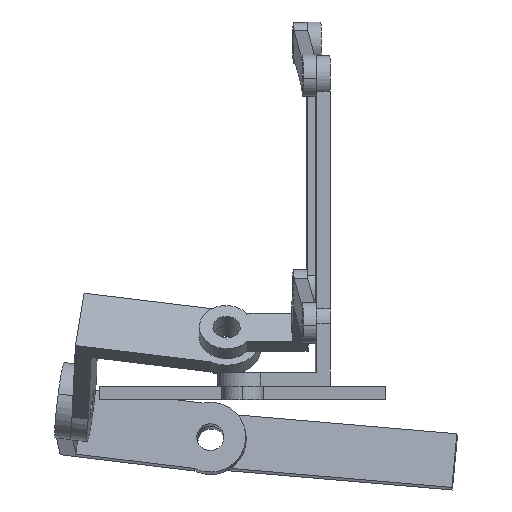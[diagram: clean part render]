
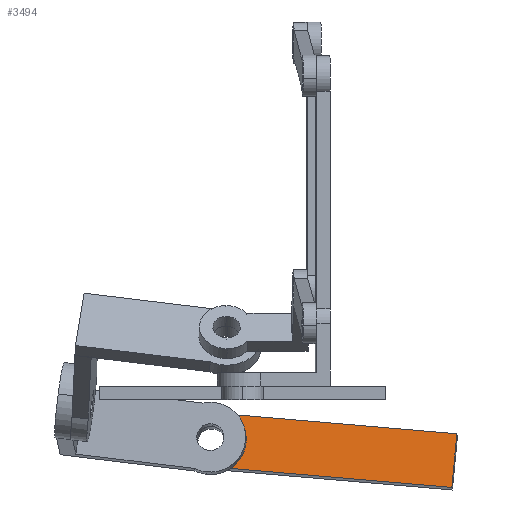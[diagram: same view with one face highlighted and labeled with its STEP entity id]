
A CAD part, left-side view. The second image highlights one B-rep face of the part: STEP entity #3494.
In plain terms, the highlighted face is planar.
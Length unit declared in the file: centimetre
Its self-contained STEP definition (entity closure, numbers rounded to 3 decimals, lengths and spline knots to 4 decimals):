
#14 = CARTESIAN_POINT ( 'NONE',  ( 1.3248, 0.1533, 0.3 ) ) ;
#40 = EDGE_LOOP ( 'NONE', ( #570, #1764 ) ) ;
#67 = VERTEX_POINT ( 'NONE', #2428 ) ;
#78 = CARTESIAN_POINT ( 'NONE',  ( 1.0748, 0.1533, 0.3 ) ) ;
#136 = ORIENTED_EDGE ( 'NONE', *, *, #3210, .F. ) ;
#200 = PLANE ( 'NONE',  #615 ) ;
#234 = AXIS2_PLACEMENT_3D ( 'NONE', #3800, #2023, #2663 ) ;
#284 = AXIS2_PLACEMENT_3D ( 'NONE', #3211, #3136, #2855 ) ;
#325 = VERTEX_POINT ( 'NONE', #3044 ) ;
#542 = EDGE_CURVE ( 'NONE', #3562, #3375, #1544, .T. ) ;
#570 = ORIENTED_EDGE ( 'NONE', *, *, #988, .F. ) ;
#578 = ORIENTED_EDGE ( 'NONE', *, *, #1064, .F. ) ;
#615 = AXIS2_PLACEMENT_3D ( 'NONE', #755, #1111, #1329 ) ;
#755 = CARTESIAN_POINT ( 'NONE',  ( 0., 0., 0.3 ) ) ;
#774 = FACE_BOUND ( 'NONE', #40, .T. ) ;
#798 = DIRECTION ( 'NONE',  ( -1., 0., 0. ) ) ;
#801 = VECTOR ( 'NONE', #1893, 100. ) ;
#803 = ORIENTED_EDGE ( 'NONE', *, *, #2575, .F. ) ;
#988 = EDGE_CURVE ( 'NONE', #3375, #3562, #2707, .T. ) ;
#1064 = EDGE_CURVE ( 'NONE', #67, #1792, #2262, .T. ) ;
#1111 = DIRECTION ( 'NONE',  ( 0., 0., -1. ) ) ;
#1195 = CARTESIAN_POINT ( 'NONE',  ( -3.1752, 0.6527, 0.3 ) ) ;
#1217 = DIRECTION ( 'NONE',  ( 0., 0., 1. ) ) ;
#1291 = AXIS2_PLACEMENT_3D ( 'NONE', #14, #1217, #1466 ) ;
#1329 = DIRECTION ( 'NONE',  ( -1., 0., 0. ) ) ;
#1401 = CARTESIAN_POINT ( 'NONE',  ( 1.5748, 0.1533, 0.3 ) ) ;
#1466 = DIRECTION ( 'NONE',  ( 1., 0., 0. ) ) ;
#1531 = CARTESIAN_POINT ( 'NONE',  ( 1.8248, 0.1513, 0.3 ) ) ;
#1544 = CIRCLE ( 'NONE', #1291, 0.25 ) ;
#1623 = EDGE_CURVE ( 'NONE', #3173, #1792, #3467, .T. ) ;
#1661 = DIRECTION ( 'NONE',  ( 0., -1., 0. ) ) ;
#1764 = ORIENTED_EDGE ( 'NONE', *, *, #542, .F. ) ;
#1792 = VERTEX_POINT ( 'NONE', #2424 ) ;
#1893 = DIRECTION ( 'NONE',  ( 1., 0., 0. ) ) ;
#1912 = CIRCLE ( 'NONE', #234, 0.5013 ) ;
#1992 = CARTESIAN_POINT ( 'NONE',  ( 1.3235, -0.35, 0.3 ) ) ;
#2007 = EDGE_LOOP ( 'NONE', ( #803, #3703, #3330, #578, #136 ) ) ;
#2023 = DIRECTION ( 'NONE',  ( 0., 0., -1. ) ) ;
#2153 = LINE ( 'NONE', #2442, #801 ) ;
#2262 = LINE ( 'NONE', #1992, #2825 ) ;
#2375 = DIRECTION ( 'NONE',  ( 0., 0., -1. ) ) ;
#2424 = CARTESIAN_POINT ( 'NONE',  ( -3.1752, -0.35, 0.3 ) ) ;
#2428 = CARTESIAN_POINT ( 'NONE',  ( 1.3235, -0.35, 0.3 ) ) ;
#2442 = CARTESIAN_POINT ( 'NONE',  ( 1.3235, 0.6527, 0.3 ) ) ;
#2575 = EDGE_CURVE ( 'NONE', #325, #3277, #1912, .T. ) ;
#2663 = DIRECTION ( 'NONE',  ( 1., 0., 0. ) ) ;
#2707 = CIRCLE ( 'NONE', #284, 0.25 ) ;
#2825 = VECTOR ( 'NONE', #798, 100. ) ;
#2842 = CARTESIAN_POINT ( 'NONE',  ( -3.1752, 0.9033, 0.3 ) ) ;
#2855 = DIRECTION ( 'NONE',  ( 1., 0., 0. ) ) ;
#3044 = CARTESIAN_POINT ( 'NONE',  ( 1.3235, 0.6527, 0.3 ) ) ;
#3136 = DIRECTION ( 'NONE',  ( 0., 0., 1. ) ) ;
#3173 = VERTEX_POINT ( 'NONE', #1195 ) ;
#3210 = EDGE_CURVE ( 'NONE', #3277, #67, #3762, .T. ) ;
#3211 = CARTESIAN_POINT ( 'NONE',  ( 1.3248, 0.1533, 0.3 ) ) ;
#3277 = VERTEX_POINT ( 'NONE', #1531 ) ;
#3291 = CARTESIAN_POINT ( 'NONE',  ( 1.3235, 0.1513, 0.3 ) ) ;
#3329 = EDGE_CURVE ( 'NONE', #3173, #325, #2153, .T. ) ;
#3330 = ORIENTED_EDGE ( 'NONE', *, *, #1623, .T. ) ;
#3338 = AXIS2_PLACEMENT_3D ( 'NONE', #3291, #2375, #3558 ) ;
#3375 = VERTEX_POINT ( 'NONE', #78 ) ;
#3467 = LINE ( 'NONE', #2842, #3696 ) ;
#3477 = FACE_OUTER_BOUND ( 'NONE', #2007, .T. ) ;
#3494 = ADVANCED_FACE ( 'NONE', ( #3477, #774 ), #200, .F. ) ;
#3558 = DIRECTION ( 'NONE',  ( 1., 0., 0. ) ) ;
#3562 = VERTEX_POINT ( 'NONE', #1401 ) ;
#3696 = VECTOR ( 'NONE', #1661, 100. ) ;
#3703 = ORIENTED_EDGE ( 'NONE', *, *, #3329, .F. ) ;
#3762 = CIRCLE ( 'NONE', #3338, 0.5013 ) ;
#3800 = CARTESIAN_POINT ( 'NONE',  ( 1.3235, 0.1513, 0.3 ) ) ;
